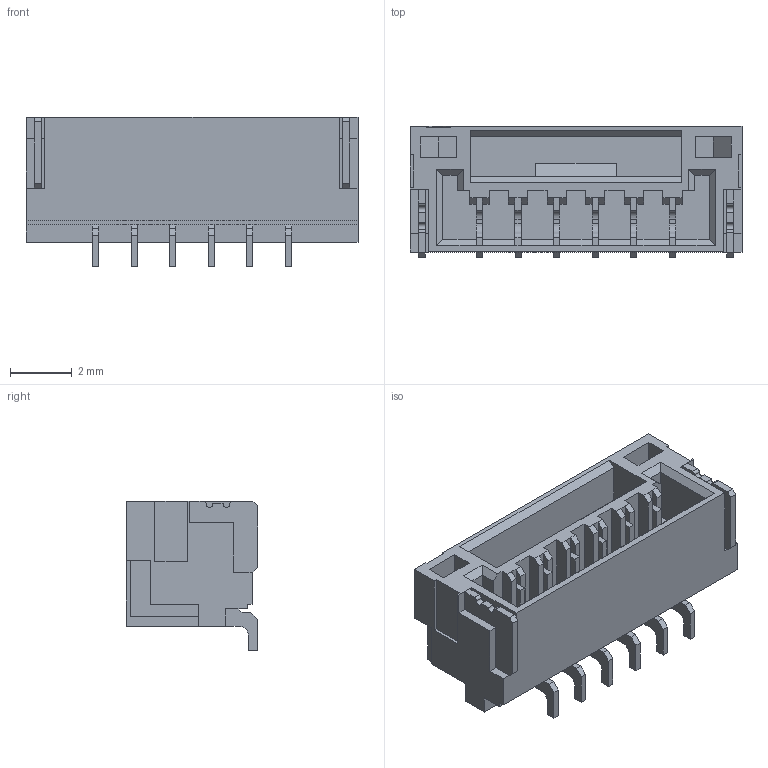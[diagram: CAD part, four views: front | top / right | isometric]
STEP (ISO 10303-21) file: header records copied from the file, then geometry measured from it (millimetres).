
FILE_DESCRIPTION (( 'STEP AP214' ), '1' );
FILE_NAME ('SM06B-GHS-TB(LF)(SN).STEP', '2019-10-29T15:50:07', ( '' ), ( '' ), 'SwSTEP 2.0', 'SolidWorks 2017', '' );
FILE_SCHEMA (( 'AUTOMOTIVE_DESIGN' ));
Length unit declared in the file: millimetre
Products named in the file (1): SM06B-GHS-TB(LF)(SN)
Bounding box: 10.75 x 4.25 x 4.85 mm (x, y, z)
Volume: 115.6 mm3; surface area: 413.1 mm2
Topology: 15 solids, 15 shells, 400 faces, 1059 edges, 696 vertices
Faces by surface type: plane 368, cylinder 32
Entity records: 12307 total; most frequent: CARTESIAN_POINT 2156, ORIENTED_EDGE 2118, DIRECTION 1925, EDGE_CURVE 1059, LINE 995, VECTOR 995, VERTEX_POINT 696, AXIS2_PLACEMENT_3D 465
